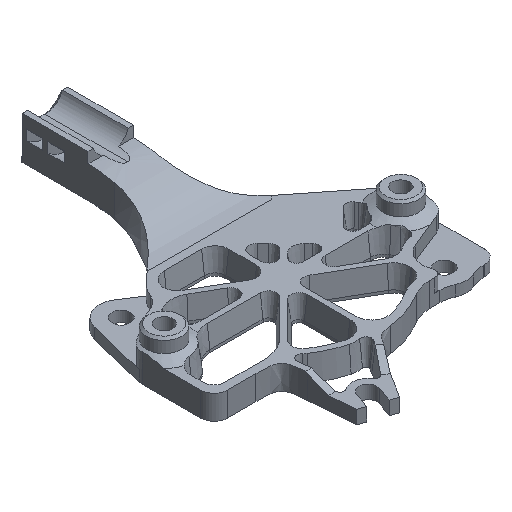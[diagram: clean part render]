
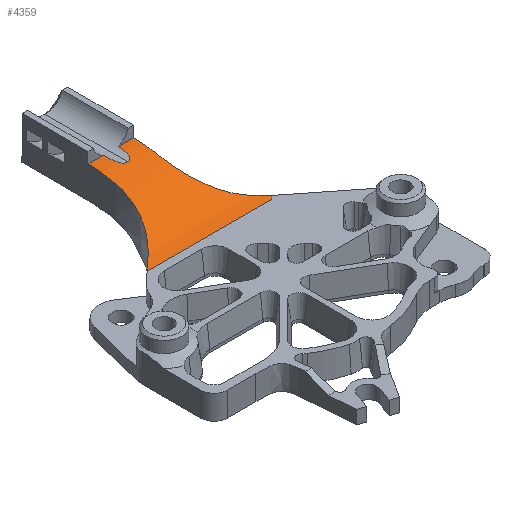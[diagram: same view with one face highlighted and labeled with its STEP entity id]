
A CAD part, isometric view. The second image highlights one B-rep face of the part: STEP entity #4359.
In plain terms, the highlighted free-form (B-spline) face has degree [3, 1] with [9, 2] control points.
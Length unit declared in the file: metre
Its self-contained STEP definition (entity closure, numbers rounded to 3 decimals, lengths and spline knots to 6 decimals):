
#165=B_SPLINE_CURVE_WITH_KNOTS('',3,(#6469,#6470,#6471,#6472),
 .UNSPECIFIED.,.F.,.F.,(4,4),(0.007433,0.010235),
 .UNSPECIFIED.);
#166=B_SPLINE_CURVE_WITH_KNOTS('',3,(#6475,#6476,#6477,#6478,#6479,#6480),
 .UNSPECIFIED.,.F.,.F.,(4,1,1,4),(0.,0.003495,0.00699,
0.01398),.UNSPECIFIED.);
#167=B_SPLINE_CURVE_WITH_KNOTS('',3,(#6482,#6483,#6484,#6485),
 .UNSPECIFIED.,.F.,.F.,(4,4),(0.,0.00425),.UNSPECIFIED.);
#168=B_SPLINE_CURVE_WITH_KNOTS('',3,(#6486,#6487,#6488,#6489,#6490,#6491,
#6492,#6493,#6494),.UNSPECIFIED.,.F.,.F.,(4,1,1,1,1,1,4),(-0.000228,
0.000245,0.000718,0.001192,0.001665,
0.002611,0.003558),.UNSPECIFIED.);
#169=B_SPLINE_CURVE_WITH_KNOTS('',3,(#6496,#6497,#6498,#6499,#6500,#6501,
#6502,#6503,#6504),.UNSPECIFIED.,.F.,.F.,(4,1,1,1,1,1,4),(0.014555,
0.015507,0.016459,0.016935,0.017411,
0.017887,0.018363),.UNSPECIFIED.);
#170=B_SPLINE_CURVE_WITH_KNOTS('',3,(#6505,#6506,#6507,#6508),
 .UNSPECIFIED.,.F.,.F.,(4,4),(-0.001261,0.003728),
 .UNSPECIFIED.);
#171=B_SPLINE_CURVE_WITH_KNOTS('',3,(#6510,#6511,#6512,#6513,#6514,#6515,
#6516),.UNSPECIFIED.,.F.,.F.,(4,1,1,1,4),(0.,0.003203,0.006405,
0.009608,0.01281),.UNSPECIFIED.);
#172=B_SPLINE_CURVE_WITH_KNOTS('',3,(#6518,#6519,#6520,#6521),
 .UNSPECIFIED.,.F.,.F.,(4,4),(0.007595,0.011096),
 .UNSPECIFIED.);
#173=B_SPLINE_CURVE_WITH_KNOTS('',3,(#6525,#6526,#6527,#6528),
 .UNSPECIFIED.,.F.,.F.,(4,4),(0.,0.000917),.UNSPECIFIED.);
#232=B_SPLINE_SURFACE_WITH_KNOTS('',3,1,((#6451,#6452),(#6453,#6454),(#6455,
#6456),(#6457,#6458),(#6459,#6460),(#6461,#6462),(#6463,#6464),(#6465,#6466),
(#6467,#6468)),.SURF_OF_LINEAR_EXTRUSION.,.F.,.F.,.F.,(4,1,1,1,1,1,4),(2,
2),(0.,0.125,0.25,0.375,
0.5,0.75,1.),(0.,1.),
 .UNSPECIFIED.);
#482=ORIENTED_EDGE('',*,*,#1832,.F.);
#483=ORIENTED_EDGE('',*,*,#1833,.T.);
#484=ORIENTED_EDGE('',*,*,#1834,.F.);
#485=ORIENTED_EDGE('',*,*,#1828,.T.);
#486=ORIENTED_EDGE('',*,*,#1835,.F.);
#487=ORIENTED_EDGE('',*,*,#1836,.F.);
#488=ORIENTED_EDGE('',*,*,#1824,.T.);
#489=ORIENTED_EDGE('',*,*,#1837,.F.);
#490=ORIENTED_EDGE('',*,*,#1838,.T.);
#491=ORIENTED_EDGE('',*,*,#1839,.F.);
#492=ORIENTED_EDGE('',*,*,#1840,.F.);
#493=ORIENTED_EDGE('',*,*,#1841,.T.);
#1824=EDGE_CURVE('',#2499,#2500,#2931,.F.);
#1828=EDGE_CURVE('',#2503,#2504,#2934,.F.);
#1832=EDGE_CURVE('',#2507,#2508,#165,.T.);
#1833=EDGE_CURVE('',#2507,#2509,#166,.T.);
#1834=EDGE_CURVE('',#2503,#2509,#167,.T.);
#1835=EDGE_CURVE('',#2510,#2504,#168,.T.);
#1836=EDGE_CURVE('',#2499,#2510,#169,.T.);
#1837=EDGE_CURVE('',#2511,#2500,#170,.T.);
#1838=EDGE_CURVE('',#2511,#2512,#171,.T.);
#1839=EDGE_CURVE('',#2513,#2512,#172,.T.);
#1840=EDGE_CURVE('',#2514,#2513,#2937,.T.);
#1841=EDGE_CURVE('',#2514,#2508,#173,.T.);
#2499=VERTEX_POINT('',#6435);
#2500=VERTEX_POINT('',#6436);
#2503=VERTEX_POINT('',#6444);
#2504=VERTEX_POINT('',#6445);
#2507=VERTEX_POINT('',#6473);
#2508=VERTEX_POINT('',#6474);
#2509=VERTEX_POINT('',#6481);
#2510=VERTEX_POINT('',#6495);
#2511=VERTEX_POINT('',#6509);
#2512=VERTEX_POINT('',#6517);
#2513=VERTEX_POINT('',#6522);
#2514=VERTEX_POINT('',#6524);
#2931=LINE('',#6434,#3300);
#2934=LINE('',#6443,#3303);
#2937=LINE('',#6523,#3306);
#3300=VECTOR('',#5107,1.);
#3303=VECTOR('',#5114,1.);
#3306=VECTOR('',#5119,1.);
#3671=EDGE_LOOP('',(#482,#483,#484,#485,#486,#487,#488,#489,#490,#491,#492,
#493));
#3966=FACE_BOUND('',#3671,.T.);
#4359=ADVANCED_FACE('',(#3966),#232,.F.);
#5107=DIRECTION('',(1.,0.,0.));
#5114=DIRECTION('',(1.,0.,0.));
#5119=DIRECTION('',(-1.,0.,0.));
#6434=CARTESIAN_POINT('',(-0.003681,0.031773,0.008864));
#6435=CARTESIAN_POINT('',(-0.001371,0.031773,0.008864));
#6436=CARTESIAN_POINT('',(-0.004181,0.031773,0.008864));
#6443=CARTESIAN_POINT('',(0.003759,0.031773,0.008864));
#6444=CARTESIAN_POINT('',(0.004259,0.031773,0.008864));
#6445=CARTESIAN_POINT('',(0.001449,0.031773,0.008864));
#6451=CARTESIAN_POINT('',(-0.011686,0.013455,0.0045));
#6452=CARTESIAN_POINT('',(0.012327,0.013455,0.0045));
#6453=CARTESIAN_POINT('',(-0.011686,0.014081,0.0045));
#6454=CARTESIAN_POINT('',(0.012327,0.014081,0.0045));
#6455=CARTESIAN_POINT('',(-0.011686,0.015258,0.004594));
#6456=CARTESIAN_POINT('',(0.012327,0.015258,0.004594));
#6457=CARTESIAN_POINT('',(-0.011686,0.01691,0.005005));
#6458=CARTESIAN_POINT('',(0.012327,0.01691,0.005005));
#6459=CARTESIAN_POINT('',(-0.011686,0.018683,0.005653));
#6460=CARTESIAN_POINT('',(0.012327,0.018683,0.005653));
#6461=CARTESIAN_POINT('',(-0.011686,0.02149,0.006747));
#6462=CARTESIAN_POINT('',(0.012327,0.02149,0.006747));
#6463=CARTESIAN_POINT('',(-0.011686,0.026007,0.008282));
#6464=CARTESIAN_POINT('',(0.012327,0.026007,0.008282));
#6465=CARTESIAN_POINT('',(-0.011686,0.029918,0.008864));
#6466=CARTESIAN_POINT('',(0.012327,0.029918,0.008864));
#6467=CARTESIAN_POINT('',(-0.011686,0.031773,0.008864));
#6468=CARTESIAN_POINT('',(0.012327,0.031773,0.008864));
#6469=CARTESIAN_POINT('',(0.009982,0.015757,0.004736));
#6470=CARTESIAN_POINT('',(0.010711,0.015184,0.004614));
#6471=CARTESIAN_POINT('',(0.011445,0.014606,0.004541));
#6472=CARTESIAN_POINT('',(0.012185,0.014023,0.004513));
#6473=CARTESIAN_POINT('',(0.009982,0.015757,0.004736));
#6474=CARTESIAN_POINT('',(0.012185,0.014023,0.004513));
#6475=CARTESIAN_POINT('',(0.009982,0.015757,0.004736));
#6476=CARTESIAN_POINT('',(0.009056,0.016486,0.00489));
#6477=CARTESIAN_POINT('',(0.007413,0.018059,0.005396));
#6478=CARTESIAN_POINT('',(0.004942,0.021843,0.006903));
#6479=CARTESIAN_POINT('',(0.004259,0.025213,0.007993));
#6480=CARTESIAN_POINT('',(0.004259,0.027544,0.008437));
#6481=CARTESIAN_POINT('',(0.004259,0.027544,0.008437));
#6482=CARTESIAN_POINT('',(0.004259,0.031773,0.008864));
#6483=CARTESIAN_POINT('',(0.004259,0.030348,0.008864));
#6484=CARTESIAN_POINT('',(0.004259,0.02894,0.008703));
#6485=CARTESIAN_POINT('',(0.004259,0.027544,0.008437));
#6486=CARTESIAN_POINT('',(0.000039,0.028734,0.008637));
#6487=CARTESIAN_POINT('',(0.000182,0.028664,0.008627));
#6488=CARTESIAN_POINT('',(0.00053,0.028686,0.00863));
#6489=CARTESIAN_POINT('',(0.000853,0.02906,0.008683));
#6490=CARTESIAN_POINT('',(0.001067,0.029474,0.008733));
#6491=CARTESIAN_POINT('',(0.00127,0.030071,0.008794));
#6492=CARTESIAN_POINT('',(0.001412,0.030836,0.008848));
#6493=CARTESIAN_POINT('',(0.001449,0.031458,0.008864));
#6494=CARTESIAN_POINT('',(0.001449,0.031773,0.008864));
#6495=CARTESIAN_POINT('',(0.000039,0.028734,0.008637));
#6496=CARTESIAN_POINT('',(-0.001371,0.031773,0.008864));
#6497=CARTESIAN_POINT('',(-0.001371,0.031463,0.008864));
#6498=CARTESIAN_POINT('',(-0.001335,0.030838,0.008849));
#6499=CARTESIAN_POINT('',(-0.001189,0.030063,0.008793));
#6500=CARTESIAN_POINT('',(-0.000988,0.029472,0.008733));
#6501=CARTESIAN_POINT('',(-0.000771,0.029056,0.008682));
#6502=CARTESIAN_POINT('',(-0.000449,0.028685,0.00863));
#6503=CARTESIAN_POINT('',(-0.000102,0.028665,0.008627));
#6504=CARTESIAN_POINT('',(0.000039,0.028734,0.008637));
#6505=CARTESIAN_POINT('',(-0.004181,0.026822,0.00829));
#6506=CARTESIAN_POINT('',(-0.004181,0.028444,0.008641));
#6507=CARTESIAN_POINT('',(-0.004181,0.030103,0.008864));
#6508=CARTESIAN_POINT('',(-0.004181,0.031773,0.008864));
#6509=CARTESIAN_POINT('',(-0.004181,0.026822,0.00829));
#6510=CARTESIAN_POINT('',(-0.004181,0.026822,0.00829));
#6511=CARTESIAN_POINT('',(-0.004181,0.025762,0.008061));
#6512=CARTESIAN_POINT('',(-0.004365,0.023711,0.007502));
#6513=CARTESIAN_POINT('',(-0.005277,0.020752,0.006469));
#6514=CARTESIAN_POINT('',(-0.006792,0.018118,0.005421));
#6515=CARTESIAN_POINT('',(-0.00821,0.016537,0.004905));
#6516=CARTESIAN_POINT('',(-0.008999,0.015807,0.004747));
#6517=CARTESIAN_POINT('',(-0.008999,0.015807,0.004747));
#6518=CARTESIAN_POINT('',(-0.011544,0.013455,0.0045));
#6519=CARTESIAN_POINT('',(-0.010687,0.014247,0.0045));
#6520=CARTESIAN_POINT('',(-0.009838,0.015032,0.004579));
#6521=CARTESIAN_POINT('',(-0.008999,0.015807,0.004747));
#6522=CARTESIAN_POINT('',(-0.011544,0.013455,0.0045));
#6523=CARTESIAN_POINT('',(-0.00755,0.013455,0.0045));
#6524=CARTESIAN_POINT('',(0.011467,0.013455,0.0045));
#6525=CARTESIAN_POINT('',(0.011467,0.013455,0.0045));
#6526=CARTESIAN_POINT('',(0.011667,0.013692,0.0045));
#6527=CARTESIAN_POINT('',(0.011911,0.013884,0.004507));
#6528=CARTESIAN_POINT('',(0.012185,0.014023,0.004513));
